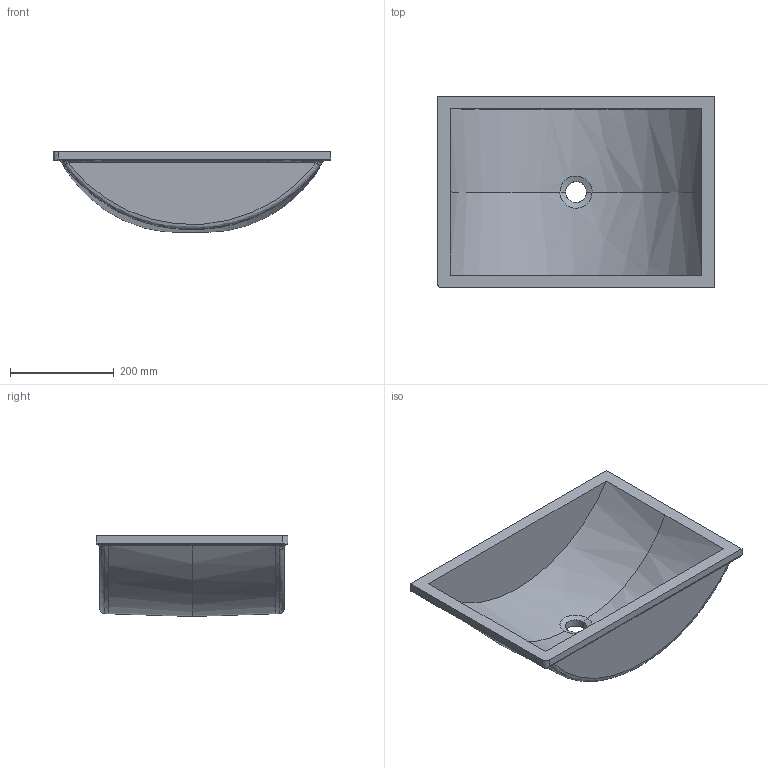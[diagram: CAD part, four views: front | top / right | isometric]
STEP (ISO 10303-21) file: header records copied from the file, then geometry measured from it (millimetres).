
FILE_DESCRIPTION(/* description */ (''),/* implementation_level */ '2;1');
FILE_NAME(/* name */ 'KEHTO4~1',/* time_stamp */ '2022-03-10T16:16:53+02:00',/* author */ (''),/* organization */ (''),/* preprocessor_version */ 'ST-DEVELOPER v15',/* originating_system */ '',/* authorisation */ '');
FILE_SCHEMA (('AUTOMOTIVE_DESIGN'));
Length unit declared in the file: millimetre
Products named in the file (1): Document
Bounding box: 535 x 370 x 156 mm (x, y, z)
Volume: 5817211.8 mm3; surface area: 670495.8 mm2
Topology: 1 solids, 1 shells, 48 faces, 117 edges, 66 vertices
Faces by surface type: bspline 35, plane 13
Entity records: 4475 total; most frequent: CARTESIAN_POINT 3752, ORIENTED_EDGE 226, EDGE_CURVE 113, B_SPLINE_CURVE_WITH_KNOTS 90, VERTEX_POINT 66, EDGE_LOOP 49, ADVANCED_FACE 48, FACE_OUTER_BOUND 48
